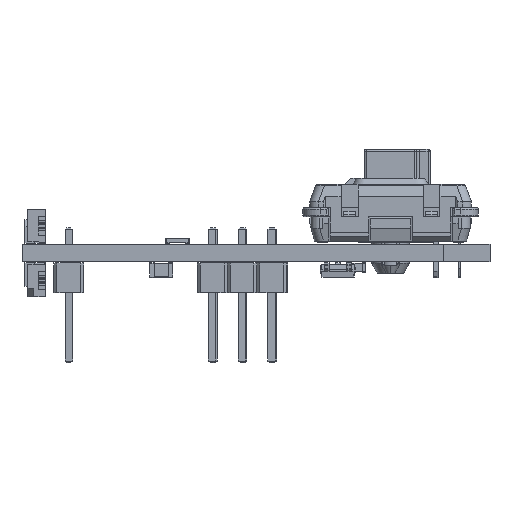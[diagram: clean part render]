
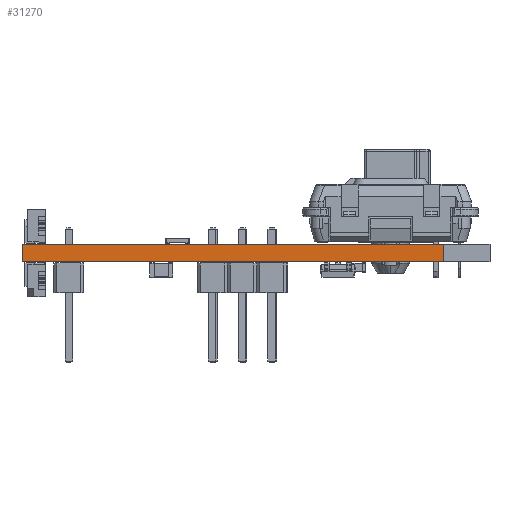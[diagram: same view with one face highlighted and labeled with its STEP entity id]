
A CAD part, front view. The second image highlights one B-rep face of the part: STEP entity #31270.
In plain terms, the highlighted planar face has unit normal (0, -1, 0).
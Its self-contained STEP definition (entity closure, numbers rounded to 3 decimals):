
#29993 = VERTEX_POINT('',#29994);
#29994 = CARTESIAN_POINT('',(-20.,-23.,0.));
#30000 = EDGE_CURVE('',#30001,#29993,#30003,.T.);
#30001 = VERTEX_POINT('',#30002);
#30002 = CARTESIAN_POINT('',(16.,-23.,0.));
#30003 = LINE('',#30004,#30005);
#30004 = CARTESIAN_POINT('',(16.,-23.,0.));
#30005 = VECTOR('',#30006,1.);
#30006 = DIRECTION('',(-1.,0.,0.));
#30553 = VERTEX_POINT('',#30554);
#30554 = CARTESIAN_POINT('',(-20.,-23.,1.51));
#30560 = EDGE_CURVE('',#30561,#30553,#30563,.T.);
#30561 = VERTEX_POINT('',#30562);
#30562 = CARTESIAN_POINT('',(16.,-23.,1.51));
#30563 = LINE('',#30564,#30565);
#30564 = CARTESIAN_POINT('',(16.,-23.,1.51));
#30565 = VECTOR('',#30566,1.);
#30566 = DIRECTION('',(-1.,0.,0.));
#31240 = EDGE_CURVE('',#29993,#30553,#31241,.T.);
#31241 = LINE('',#31242,#31243);
#31242 = CARTESIAN_POINT('',(-20.,-23.,0.));
#31243 = VECTOR('',#31244,1.);
#31244 = DIRECTION('',(0.,0.,1.));
#31259 = EDGE_CURVE('',#30001,#30561,#31260,.T.);
#31260 = LINE('',#31261,#31262);
#31261 = CARTESIAN_POINT('',(16.,-23.,0.));
#31262 = VECTOR('',#31263,1.);
#31263 = DIRECTION('',(0.,0.,1.));
#31270 = ADVANCED_FACE('',(#31271),#31277,.T.);
#31271 = FACE_BOUND('',#31272,.T.);
#31272 = EDGE_LOOP('',(#31273,#31274,#31275,#31276));
#31273 = ORIENTED_EDGE('',*,*,#31259,.T.);
#31274 = ORIENTED_EDGE('',*,*,#30560,.T.);
#31275 = ORIENTED_EDGE('',*,*,#31240,.F.);
#31276 = ORIENTED_EDGE('',*,*,#30000,.F.);
#31277 = PLANE('',#31278);
#31278 = AXIS2_PLACEMENT_3D('',#31279,#31280,#31281);
#31279 = CARTESIAN_POINT('',(16.,-23.,0.));
#31280 = DIRECTION('',(0.,-1.,0.));
#31281 = DIRECTION('',(-1.,0.,0.));
